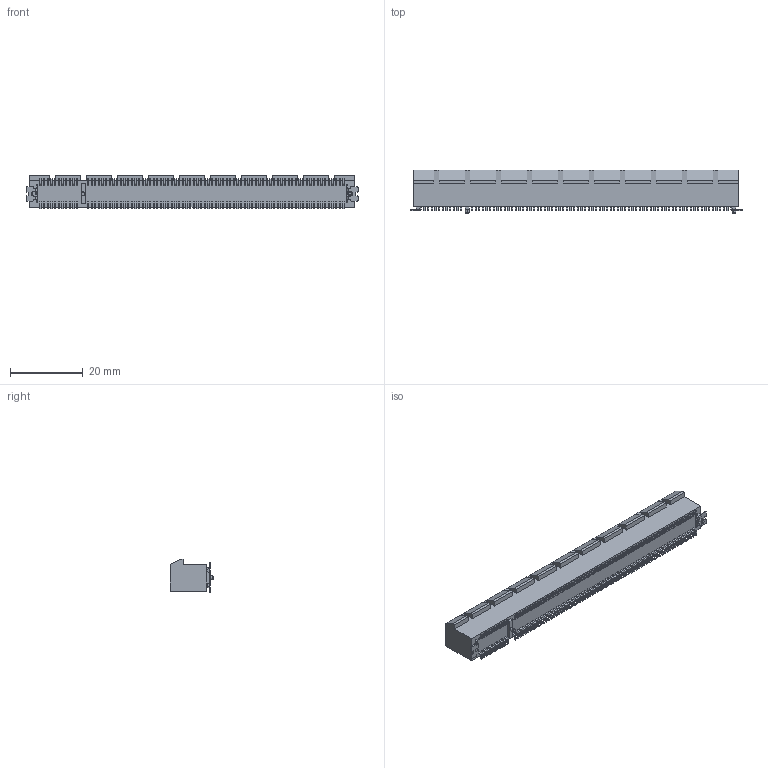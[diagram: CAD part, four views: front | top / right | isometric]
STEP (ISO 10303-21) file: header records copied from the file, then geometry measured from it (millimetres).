
FILE_DESCRIPTION (( 'STEP AP214' ), '1' );
FILE_NAME ('10061913-103TLF.STEP', '2023-05-08T12:25:14', ( '' ), ( '' ), 'SwSTEP 2.0', 'SolidWorks 2021', '' );
FILE_SCHEMA (( 'AUTOMOTIVE_DESIGN' ));
Length unit declared in the file: millimetre
Products named in the file (1): 10061913-103TLF
Bounding box: 91 x 12 x 9.2 mm (x, y, z)
Volume: 5728 mm3; surface area: 5334.7 mm2
Topology: 167 solids, 167 shells, 1830 faces, 4415 edges, 2922 vertices
Faces by surface type: plane 1468, cylinder 358, cone 4
Entity records: 54323 total; most frequent: CARTESIAN_POINT 9168, ORIENTED_EDGE 8830, DIRECTION 8797, EDGE_CURVE 4415, VECTOR 3695, LINE 3695, VERTEX_POINT 2922, AXIS2_PLACEMENT_3D 2551
